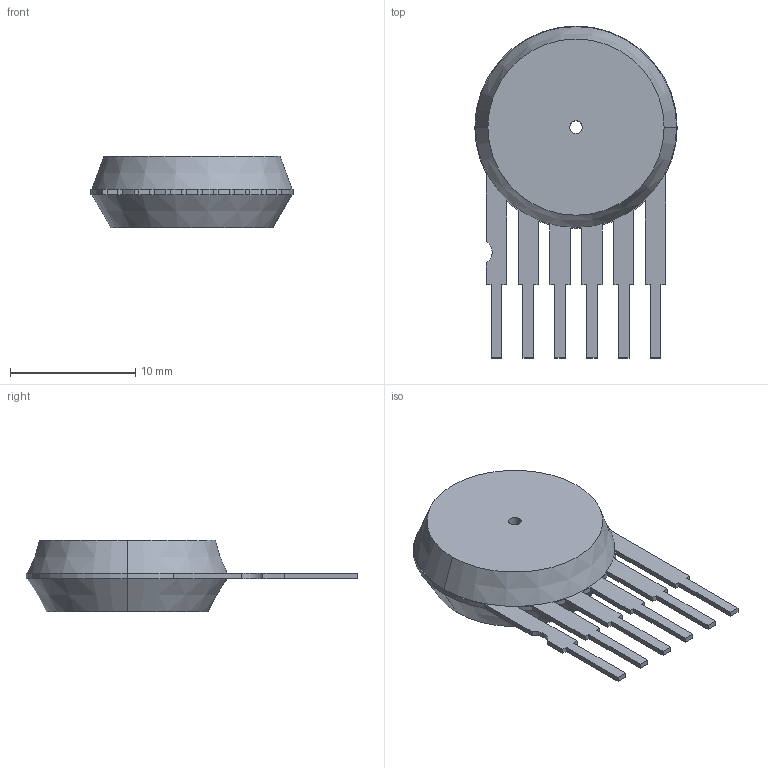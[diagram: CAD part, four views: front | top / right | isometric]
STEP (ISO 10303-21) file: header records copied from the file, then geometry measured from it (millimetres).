
FILE_DESCRIPTION (( 'STEP AP214' ), '1' );
FILE_NAME ('18A3CE24-4A5C-4630-8A15-72628C986D33.STEP', '2023-04-03T12:20:22', ( '' ), ( '' ), 'SwSTEP 2.0', 'SolidWorks 2022', '' );
FILE_SCHEMA (( 'AUTOMOTIVE_DESIGN' ));
Length unit declared in the file: millimetre
Products named in the file (1): 18A3CE24-4A5C-4630-8A15-72628C986D33
Bounding box: 16.15 x 26.49 x 5.72 mm (x, y, z)
Volume: 1023.6 mm3; surface area: 833.3 mm2
Topology: 1 solids, 1 shells, 62 faces, 174 edges, 116 vertices
Faces by surface type: plane 47, cylinder 11, cone 4
Entity records: 2026 total; most frequent: CARTESIAN_POINT 353, ORIENTED_EDGE 348, DIRECTION 330, EDGE_CURVE 174, VECTOR 144, LINE 144, VERTEX_POINT 116, AXIS2_PLACEMENT_3D 93
